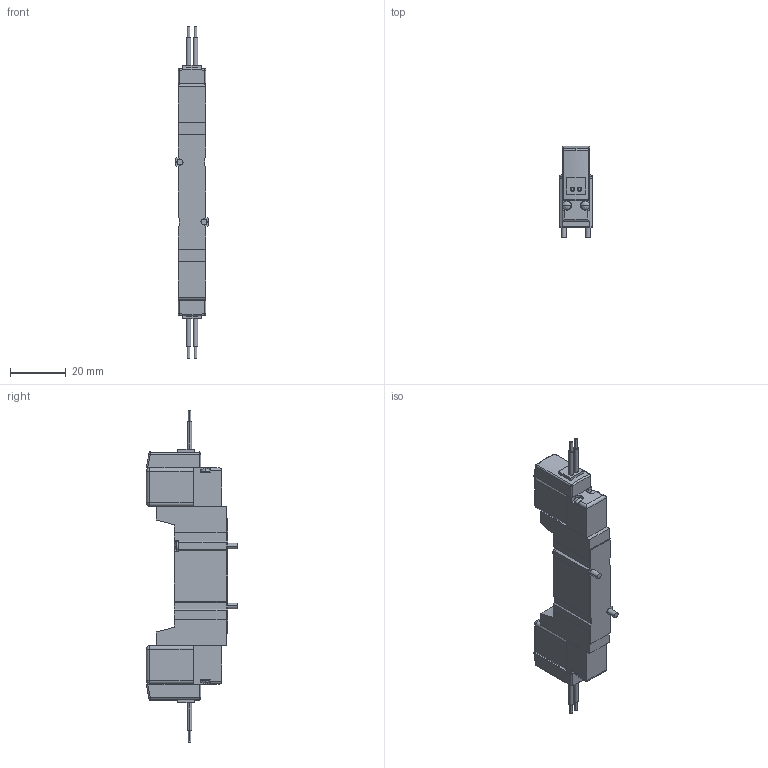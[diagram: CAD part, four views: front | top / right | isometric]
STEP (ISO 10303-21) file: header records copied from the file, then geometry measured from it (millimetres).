
FILE_DESCRIPTION (( 'STEP AP203' ), '1' );
FILE_NAME ('62165K842.step', '2013-09-03T14:29:14', ( 't2jrg' ), ( '' ), 'SwSTEP 2.0', 'SolidWorks 2010', '' );
FILE_SCHEMA (( 'CONFIG_CONTROL_DESIGN' ));
Length unit declared in the file: inch
Products named in the file (1): 62165K842
Bounding box: 11.8 x 32.6 x 118.6 mm (x, y, z)
Volume: 19736.7 mm3; surface area: 11393.4 mm2
Topology: 10 solids, 10 shells, 324 faces, 769 edges, 476 vertices
Faces by surface type: plane 173, cylinder 109, bspline 42
Entity records: 10024 total; most frequent: CARTESIAN_POINT 2694, ORIENTED_EDGE 1490, DIRECTION 1479, EDGE_CURVE 745, AXIS2_PLACEMENT_3D 501, VECTOR 477, LINE 477, VERTEX_POINT 476
